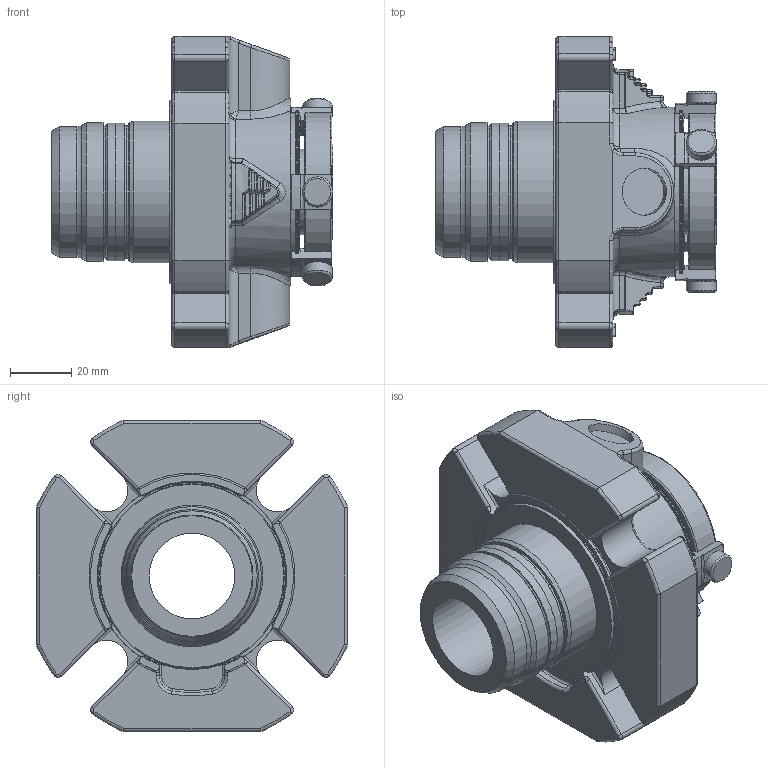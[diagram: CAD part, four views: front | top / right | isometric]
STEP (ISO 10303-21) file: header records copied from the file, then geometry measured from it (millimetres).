
FILE_DESCRIPTION(/* description */ ('Unknown'),/* implementation_level */ '2;1');
FILE_NAME(/* name */ '28mm - STEP',/* time_stamp */ '2023-01-27T16:20:37+00:00',/* author */ ('Unknown'),/* organization */ ('Unknown'),/* preprocessor_version */ 'ST-DEVELOPER v16.7',/* originating_system */ 'Solid Edge',/* authorisation */ 'Unknown');
FILE_SCHEMA (('AUTOMOTIVE_DESIGN {1 0 10303 214 3 1 1}'));
Length unit declared in the file: millimetre
Products named in the file (1): 28MM - 2
Bounding box: 91.91 x 101.6 x 101.6 mm (x, y, z)
Volume: 251380.2 mm3; surface area: 54625.9 mm2
Topology: 1 solids, 1 shells, 856 faces, 2133 edges, 1295 vertices
Faces by surface type: cylinder 339, plane 241, torus 127, bspline 68, cone 41, sphere 40
Full cylindrical faces by diameter (mm): 3.118 x2, 5.994 x4, 9.88 x4, 15.342 x2, 28 x1, 28.064 x1, 30.323 x1, 31.287 x1, 42.579 x1, 43.238 x2, 44.913 x2, 45.319 x1, 46.258 x1, 51.663 x1, 51.714 x2, 53.238 x1, 57.423 x1, 59.94 x1, 60.366 x1, 60.772 x1
Entity records: 31967 total; most frequent: CARTESIAN_POINT 6257, DIRECTION 4216, ORIENTED_EDGE 4050, EDGE_CURVE 2025, AXIS2_PLACEMENT_3D 1692, VERTEX_POINT 1272, EDGE_LOOP 967, FACE_BOUND 967
